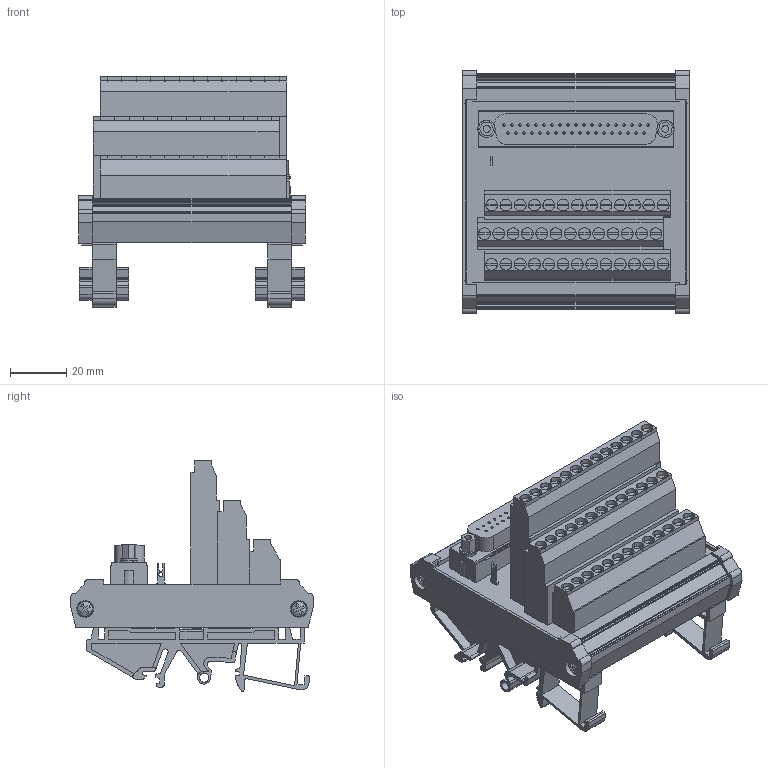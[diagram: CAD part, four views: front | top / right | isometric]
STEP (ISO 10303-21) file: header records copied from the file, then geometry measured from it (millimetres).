
FILE_DESCRIPTION(('CATIA V5R22 STEP214','CAx-IF Rec.Pracs.--- Model Styling and Organization---1.4--- 2014-01-23'),'2;1');
FILE_NAME ('031885-1_0', '2022-10-25T10:41:17+00:00', ('Weidmueller Interface'), ('Weidmueller'), 'CATIA Version 5-6 Release 2016 SP3 HF44', 'CATIA V5 STEP AP214', 'none');
FILE_SCHEMA(('AUTOMOTIVE_DESIGN { 1 0 10303 214 1 1 1 1 }'));
Products named in the file (1): 8019910000_RS SD37B LP3R
Bounding box: 80.5 x 86.4 x 81.95 mm (x, y, z)
Volume: 115014.6 mm3; surface area: 73062.9 mm2
Topology: 1 solids, 8 shells, 1681 faces, 4739 edges, 3120 vertices
Faces by surface type: plane 1120, cylinder 520, bspline 19, torus 14, sphere 8
Entity records: 58428 total; most frequent: CARTESIAN_POINT 14078, ORIENTED_EDGE 9478, DIRECTION 7582, EDGE_CURVE 4739, VECTOR 3267, LINE 3267, VERTEX_POINT 3120, AXIS2_PLACEMENT_3D 2656
